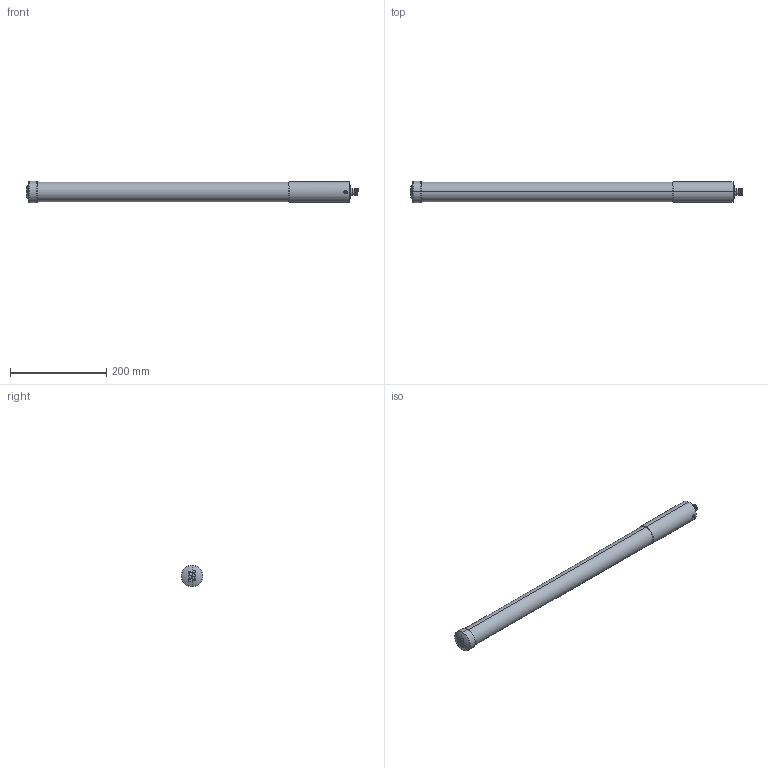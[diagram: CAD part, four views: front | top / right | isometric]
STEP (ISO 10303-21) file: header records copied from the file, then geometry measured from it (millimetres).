
FILE_DESCRIPTION (( 'STEP AP203' ), '1' );
FILE_NAME ('HG3509U-PRO.STEP', '2011-03-23T18:53:14', ( 'x' ), ( 'Microsoft' ), 'SwSTEP 2.0', 'SolidWorks 2010', '' );
FILE_SCHEMA (( 'CONFIG_CONTROL_DESIGN' ));
Length unit declared in the file: inch
Products named in the file (1): HG3509U-PRO
Bounding box: 688.62 x 44.83 x 44.83 mm (x, y, z)
Volume: 882724.5 mm3; surface area: 90909.2 mm2
Topology: 1 solids, 1 shells, 260 faces, 656 edges, 414 vertices
Faces by surface type: plane 142, cone 52, cylinder 42, torus 24
Entity records: 8213 total; most frequent: CARTESIAN_POINT 2045, ORIENTED_EDGE 1304, DIRECTION 1210, EDGE_CURVE 652, AXIS2_PLACEMENT_3D 437, VERTEX_POINT 414, VECTOR 336, LINE 336
